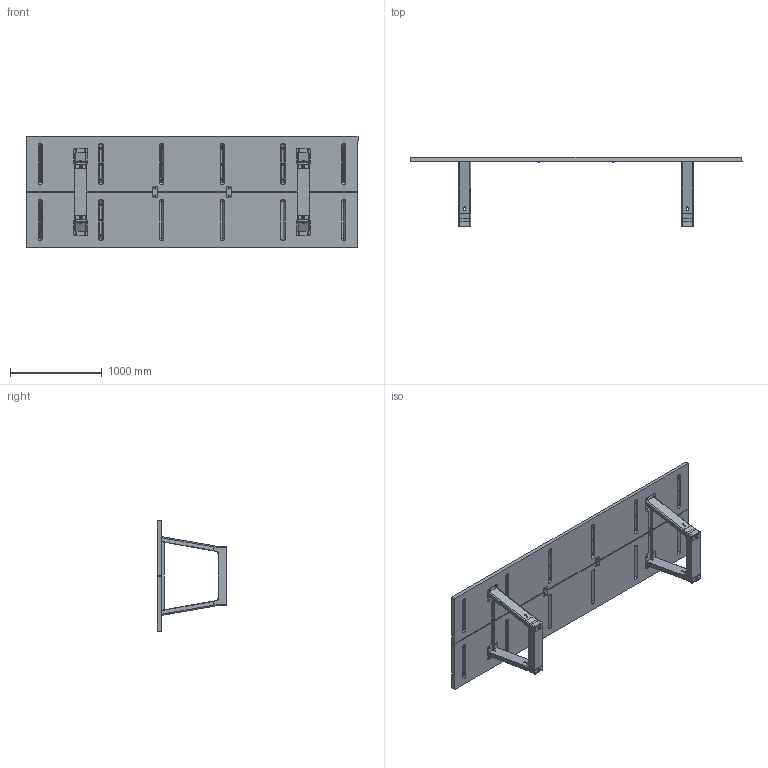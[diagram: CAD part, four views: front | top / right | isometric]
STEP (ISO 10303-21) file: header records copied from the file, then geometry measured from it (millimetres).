
FILE_DESCRIPTION (( 'STEP AP203' ), '1' );
FILE_NAME ('BASE_360x120x75.STEP', '2020-03-30T11:58:04', ( '' ), ( '' ), 'SwSTEP 2.0', 'SolidWorks 2019', '' );
FILE_SCHEMA (( 'CONFIG_CONTROL_DESIGN' ));
Length unit declared in the file: millimetre
Products named in the file (1): BASE_360x120x75
Bounding box: 3614 x 758.61 x 1214 mm (x, y, z)
Surface area: 11454952 mm2 (no closed solid volume)
Topology: 0 solids, 109 shells, 799 faces, 3831 edges, 3038 vertices
Faces by surface type: cylinder 327, plane 276, sphere 92, cone 76, torus 28
Entity records: 39615 total; most frequent: CARTESIAN_POINT 8697, DIRECTION 7083, ORIENTED_EDGE 5135, EDGE_CURVE 3795, VERTEX_POINT 3038, AXIS2_PLACEMENT_3D 2720, CIRCLE 1920, VECTOR 1643
